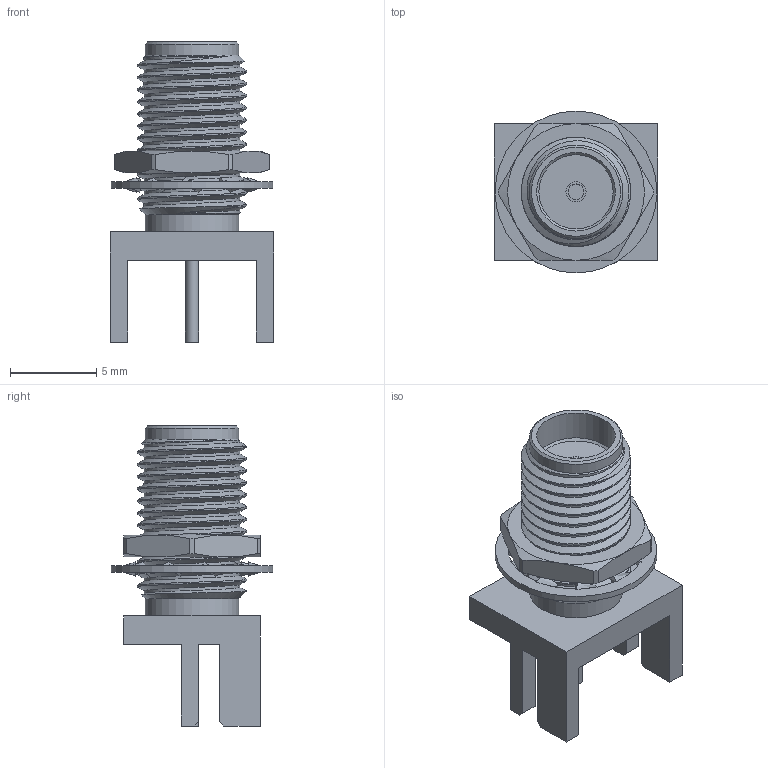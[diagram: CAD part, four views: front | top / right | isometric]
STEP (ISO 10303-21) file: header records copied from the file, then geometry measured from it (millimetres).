
FILE_DESCRIPTION (( 'STEP AP203' ), '1' );
FILE_NAME ('PE44211_3D.step', '2021-06-07T22:18:44', ( '' ), ( '' ), 'SwSTEP 2.0', 'SolidWorks 2020', '' );
FILE_SCHEMA (( 'CONFIG_CONTROL_DESIGN' ));
Length unit declared in the file: inch
Products named in the file (1): PE44211_3D
Bounding box: 9.53 x 9.4 x 17.45 mm (x, y, z)
Volume: 504 mm3; surface area: 902.8 mm2
Topology: 3 solids, 3 shells, 144 faces, 419 edges, 288 vertices
Faces by surface type: plane 53, bspline 46, cylinder 27, cone 18
Full cylindrical faces by diameter (mm): 0.762 x1, 0.914 x1, 1.054 x1, 1.168 x1, 4.49 x1, 4.572 x1, 5.436 x2, 9.398 x1
Entity records: 9924 total; most frequent: CARTESIAN_POINT 6525, ORIENTED_EDGE 804, DIRECTION 500, EDGE_CURVE 402, VERTEX_POINT 284, AXIS2_PLACEMENT_3D 191, B_SPLINE_CURVE_WITH_KNOTS 185, EDGE_LOOP 168
